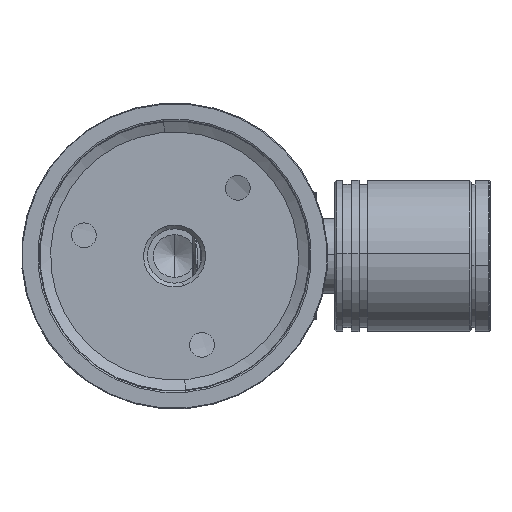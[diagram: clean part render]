
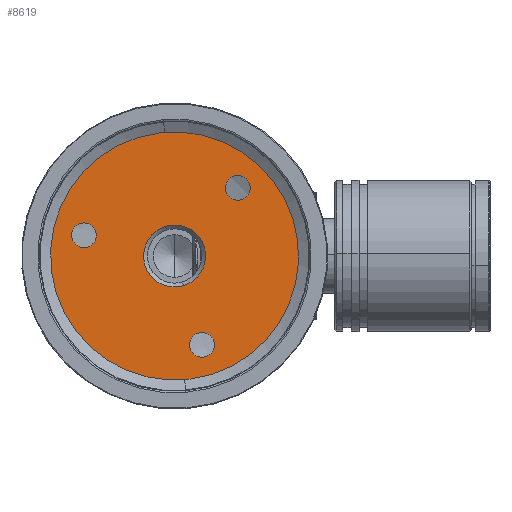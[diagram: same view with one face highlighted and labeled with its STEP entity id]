
A CAD part, front view. The second image highlights one B-rep face of the part: STEP entity #8619.
In plain terms, the highlighted planar face has unit normal (0, -1, 0).
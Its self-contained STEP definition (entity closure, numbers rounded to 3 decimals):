
#31 = DIRECTION ( 'NONE',  ( 0., 1., 0. ) ) ;
#218 = EDGE_LOOP ( 'NONE', ( #2288, #11312 ) ) ;
#221 = DIRECTION ( 'NONE',  ( 0., 0., -1. ) ) ;
#432 = AXIS2_PLACEMENT_3D ( 'NONE', #11887, #3030, #17873 ) ;
#508 = VERTEX_POINT ( 'NONE', #1323 ) ;
#611 = CIRCLE ( 'NONE', #17082, 4. ) ;
#643 = DIRECTION ( 'NONE',  ( 0., -1., 0. ) ) ;
#1136 = CARTESIAN_POINT ( 'NONE',  ( 0., 0., 0. ) ) ;
#1323 = CARTESIAN_POINT ( 'NONE',  ( -10.392, 0., 7.6 ) ) ;
#1563 = CARTESIAN_POINT ( 'NONE',  ( 10.392, 0., 4.4 ) ) ;
#1609 = AXIS2_PLACEMENT_3D ( 'NONE', #13951, #17046, #2049 ) ;
#1865 = CARTESIAN_POINT ( 'NONE',  ( 0., 0., 0. ) ) ;
#2049 = DIRECTION ( 'NONE',  ( 0., 0., -1. ) ) ;
#2288 = ORIENTED_EDGE ( 'NONE', *, *, #12314, .T. ) ;
#2447 = DIRECTION ( 'NONE',  ( 0., -1., 0. ) ) ;
#2506 = VERTEX_POINT ( 'NONE', #16690 ) ;
#2523 = DIRECTION ( 'NONE',  ( 0., -1., 0. ) ) ;
#2649 = DIRECTION ( 'NONE',  ( 0., -1., 0. ) ) ;
#2703 = CIRCLE ( 'NONE', #14110, 4. ) ;
#2756 = CARTESIAN_POINT ( 'NONE',  ( 0., 0., -10.4 ) ) ;
#3030 = DIRECTION ( 'NONE',  ( 0., -1., 0. ) ) ;
#3153 = DIRECTION ( 'NONE',  ( 0., 1., 0. ) ) ;
#3628 = DIRECTION ( 'NONE',  ( 0., -1., 0. ) ) ;
#3839 = EDGE_LOOP ( 'NONE', ( #6017, #13092 ) ) ;
#3840 = FACE_BOUND ( 'NONE', #17302, .T. ) ;
#4062 = ORIENTED_EDGE ( 'NONE', *, *, #14735, .F. ) ;
#4313 = CARTESIAN_POINT ( 'NONE',  ( -10.392, 0., 4.4 ) ) ;
#4327 = CIRCLE ( 'NONE', #13115, 1.6 ) ;
#4761 = DIRECTION ( 'NONE',  ( 0., 0., -1. ) ) ;
#4825 = AXIS2_PLACEMENT_3D ( 'NONE', #7806, #7619, #9296 ) ;
#5941 = DIRECTION ( 'NONE',  ( 0., 0., -1. ) ) ;
#5993 = EDGE_CURVE ( 'NONE', #16529, #12627, #611, .T. ) ;
#6017 = ORIENTED_EDGE ( 'NONE', *, *, #10401, .F. ) ;
#6551 = EDGE_CURVE ( 'NONE', #2506, #7431, #6747, .T. ) ;
#6747 = CIRCLE ( 'NONE', #4825, 16. ) ;
#7071 = AXIS2_PLACEMENT_3D ( 'NONE', #15973, #14442, #18981 ) ;
#7417 = VERTEX_POINT ( 'NONE', #19004 ) ;
#7431 = VERTEX_POINT ( 'NONE', #13352 ) ;
#7540 = CIRCLE ( 'NONE', #9369, 1.6 ) ;
#7619 = DIRECTION ( 'NONE',  ( 0., -1., 0. ) ) ;
#7745 = FACE_BOUND ( 'NONE', #3839, .T. ) ;
#7806 = CARTESIAN_POINT ( 'NONE',  ( 0., 0., 0. ) ) ;
#8343 = VERTEX_POINT ( 'NONE', #4313 ) ;
#8534 = ORIENTED_EDGE ( 'NONE', *, *, #13393, .F. ) ;
#8619 = ADVANCED_FACE ( 'NONE', ( #15580, #11655, #7745, #3840, #10732 ), #18215, .T. ) ;
#8995 = ORIENTED_EDGE ( 'NONE', *, *, #17228, .F. ) ;
#9296 = DIRECTION ( 'NONE',  ( 0., 0., -1. ) ) ;
#9329 = CIRCLE ( 'NONE', #432, 1.6 ) ;
#9369 = AXIS2_PLACEMENT_3D ( 'NONE', #18659, #2523, #18719 ) ;
#9515 = CIRCLE ( 'NONE', #15461, 1.6 ) ;
#9843 = DIRECTION ( 'NONE',  ( 0., 0., -1. ) ) ;
#10401 = EDGE_CURVE ( 'NONE', #7417, #17896, #17429, .T. ) ;
#10436 = CARTESIAN_POINT ( 'NONE',  ( 0., 0., -4. ) ) ;
#10587 = EDGE_LOOP ( 'NONE', ( #18140, #17190 ) ) ;
#10611 = AXIS2_PLACEMENT_3D ( 'NONE', #17962, #643, #4761 ) ;
#10732 = FACE_OUTER_BOUND ( 'NONE', #218, .T. ) ;
#11088 = DIRECTION ( 'NONE',  ( 0., 0., -1. ) ) ;
#11108 = ORIENTED_EDGE ( 'NONE', *, *, #15492, .F. ) ;
#11312 = ORIENTED_EDGE ( 'NONE', *, *, #6551, .T. ) ;
#11655 = FACE_BOUND ( 'NONE', #17723, .T. ) ;
#11745 = CARTESIAN_POINT ( 'NONE',  ( 0., 0., 0. ) ) ;
#11887 = CARTESIAN_POINT ( 'NONE',  ( 0., 0., -12. ) ) ;
#12314 = EDGE_CURVE ( 'NONE', #7431, #2506, #13449, .T. ) ;
#12627 = VERTEX_POINT ( 'NONE', #15434 ) ;
#12867 = CARTESIAN_POINT ( 'NONE',  ( -10.392, 0., 6. ) ) ;
#12992 = DIRECTION ( 'NONE',  ( 0., 0., -1. ) ) ;
#13092 = ORIENTED_EDGE ( 'NONE', *, *, #18975, .F. ) ;
#13115 = AXIS2_PLACEMENT_3D ( 'NONE', #18422, #3628, #11088 ) ;
#13352 = CARTESIAN_POINT ( 'NONE',  ( 0., 0., -16. ) ) ;
#13393 = EDGE_CURVE ( 'NONE', #508, #8343, #9515, .T. ) ;
#13449 = CIRCLE ( 'NONE', #18773, 16. ) ;
#13951 = CARTESIAN_POINT ( 'NONE',  ( 10.392, 0., 6. ) ) ;
#14110 = AXIS2_PLACEMENT_3D ( 'NONE', #11745, #31, #5941 ) ;
#14442 = DIRECTION ( 'NONE',  ( 0., -1., 0. ) ) ;
#14735 = EDGE_CURVE ( 'NONE', #16189, #16007, #7540, .T. ) ;
#15434 = CARTESIAN_POINT ( 'NONE',  ( 0., 0., 4. ) ) ;
#15461 = AXIS2_PLACEMENT_3D ( 'NONE', #12867, #2649, #12992 ) ;
#15492 = EDGE_CURVE ( 'NONE', #16007, #16189, #9329, .T. ) ;
#15580 = FACE_BOUND ( 'NONE', #10587, .T. ) ;
#15973 = CARTESIAN_POINT ( 'NONE',  ( -10.392, 0., 6. ) ) ;
#16007 = VERTEX_POINT ( 'NONE', #2756 ) ;
#16189 = VERTEX_POINT ( 'NONE', #17124 ) ;
#16529 = VERTEX_POINT ( 'NONE', #10436 ) ;
#16690 = CARTESIAN_POINT ( 'NONE',  ( 0., 0., 16. ) ) ;
#17046 = DIRECTION ( 'NONE',  ( 0., -1., 0. ) ) ;
#17082 = AXIS2_PLACEMENT_3D ( 'NONE', #1865, #3153, #221 ) ;
#17124 = CARTESIAN_POINT ( 'NONE',  ( 0., 0., -13.6 ) ) ;
#17190 = ORIENTED_EDGE ( 'NONE', *, *, #18591, .T. ) ;
#17228 = EDGE_CURVE ( 'NONE', #8343, #508, #18244, .T. ) ;
#17302 = EDGE_LOOP ( 'NONE', ( #8534, #8995 ) ) ;
#17429 = CIRCLE ( 'NONE', #1609, 1.6 ) ;
#17723 = EDGE_LOOP ( 'NONE', ( #11108, #4062 ) ) ;
#17873 = DIRECTION ( 'NONE',  ( 0., 0., -1. ) ) ;
#17896 = VERTEX_POINT ( 'NONE', #1563 ) ;
#17962 = CARTESIAN_POINT ( 'NONE',  ( 16., 0., 0. ) ) ;
#18140 = ORIENTED_EDGE ( 'NONE', *, *, #5993, .T. ) ;
#18215 = PLANE ( 'NONE',  #10611 ) ;
#18244 = CIRCLE ( 'NONE', #7071, 1.6 ) ;
#18422 = CARTESIAN_POINT ( 'NONE',  ( 10.392, 0., 6. ) ) ;
#18591 = EDGE_CURVE ( 'NONE', #12627, #16529, #2703, .T. ) ;
#18659 = CARTESIAN_POINT ( 'NONE',  ( 0., 0., -12. ) ) ;
#18719 = DIRECTION ( 'NONE',  ( 0., 0., -1. ) ) ;
#18773 = AXIS2_PLACEMENT_3D ( 'NONE', #1136, #2447, #9843 ) ;
#18975 = EDGE_CURVE ( 'NONE', #17896, #7417, #4327, .T. ) ;
#18981 = DIRECTION ( 'NONE',  ( 0., 0., -1. ) ) ;
#19004 = CARTESIAN_POINT ( 'NONE',  ( 10.392, 0., 7.6 ) ) ;
